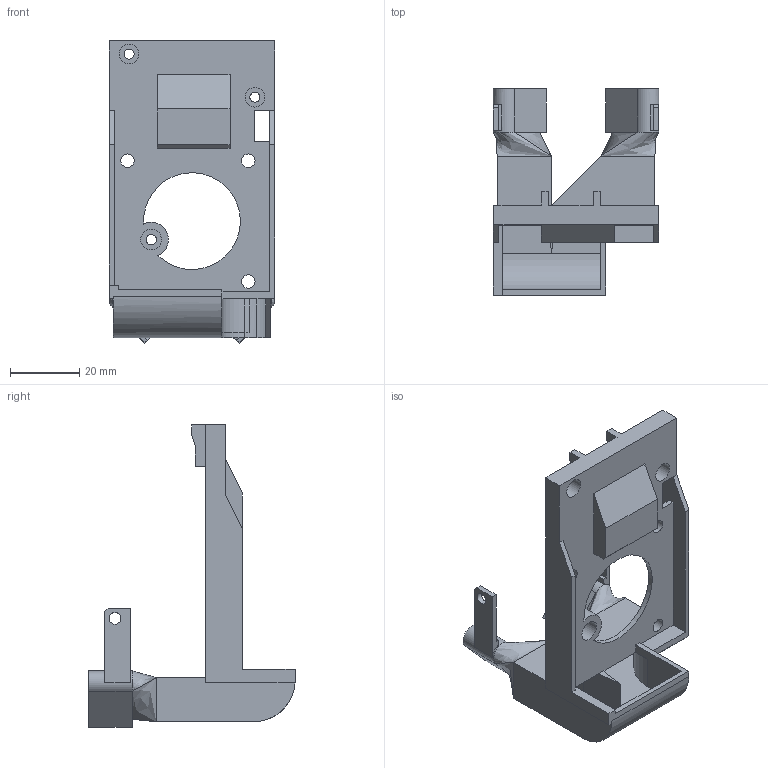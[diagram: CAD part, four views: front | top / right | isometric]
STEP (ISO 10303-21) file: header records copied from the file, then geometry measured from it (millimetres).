
FILE_DESCRIPTION(('FreeCAD Model'),'2;1');
FILE_NAME('Open CASCADE Shape Model','1974-01-01T00:00:00',(''),(''), 'Open CASCADE STEP processor 7.7','FreeCAD','Unknown');
FILE_SCHEMA(('AUTOMOTIVE_DESIGN { 1 0 10303 214 1 1 1 1 }'));
Length unit declared in the file: millimetre
Products named in the file (1): k1_toolhead_cover_experimental_step
Bounding box: 48 x 59.69 x 87.43 mm (x, y, z)
Volume: 18116 mm3; surface area: 22261.4 mm2
Topology: 1 solids, 1 shells, 164 faces, 492 edges, 332 vertices
Faces by surface type: plane 117, cylinder 29, bspline 16, torus 2
Full cylindrical faces by diameter (mm): 2.9 x2, 3 x1, 3.4 x2, 3.9 x3, 5.7 x2, 6 x1, 6.7 x3
Entity records: 5746 total; most frequent: CARTESIAN_POINT 1252, ORIENTED_EDGE 984, DIRECTION 854, EDGE_CURVE 492, LINE 382, VECTOR 382, VERTEX_POINT 332, AXIS2_PLACEMENT_3D 236
